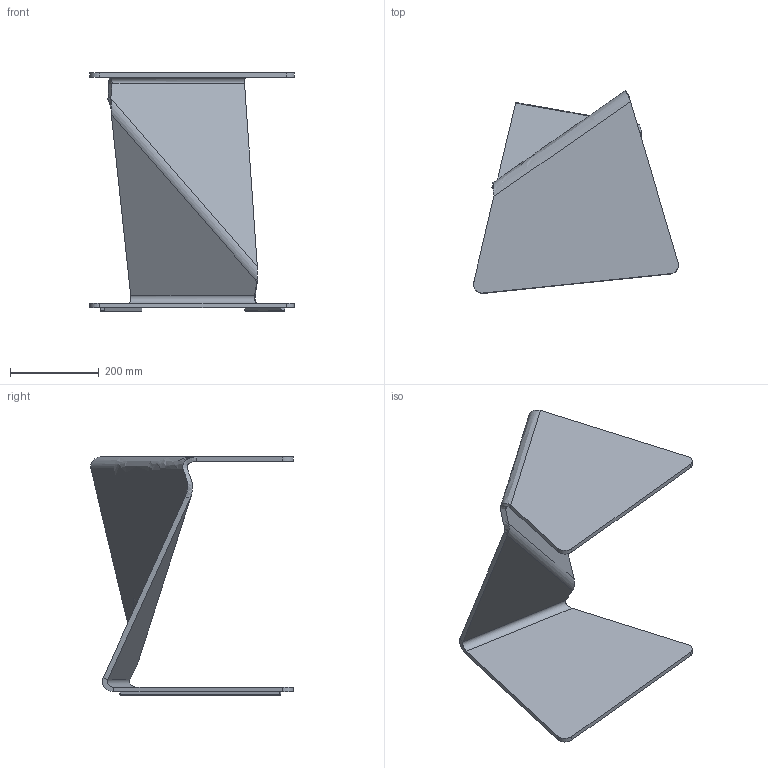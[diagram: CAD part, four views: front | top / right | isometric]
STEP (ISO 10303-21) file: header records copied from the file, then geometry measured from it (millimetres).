
FILE_DESCRIPTION(/* description */ (''),/* implementation_level */ '2;1');
FILE_NAME(/* name */ '818 - Sigmy H55',/* time_stamp */ '2010-12-09T09:49:51+01:00',/* author */ (''),/* organization */ (''),/* preprocessor_version */ 'ST-DEVELOPER v10',/* originating_system */ '',/* authorisation */ '');
FILE_SCHEMA (('CONFIG_CONTROL_DESIGN'));
Length unit declared in the file: centimetre
Products named in the file (1): 1
Bounding box: 461.41 x 456.24 x 536.87 mm (x, y, z)
Volume: 4781920.2 mm3; surface area: 947132.6 mm2
Topology: 3 solids, 3 shells, 72 faces, 158 edges, 92 vertices
Faces by surface type: bspline 72
Entity records: 4881 total; most frequent: CARTESIAN_POINT 3789, ORIENTED_EDGE 316, EDGE_CURVE 158, B_SPLINE_CURVE_WITH_KNOTS 146, VERTEX_POINT 92, ADVANCED_FACE 72, FACE_OUTER_BOUND 72, EDGE_LOOP 72
